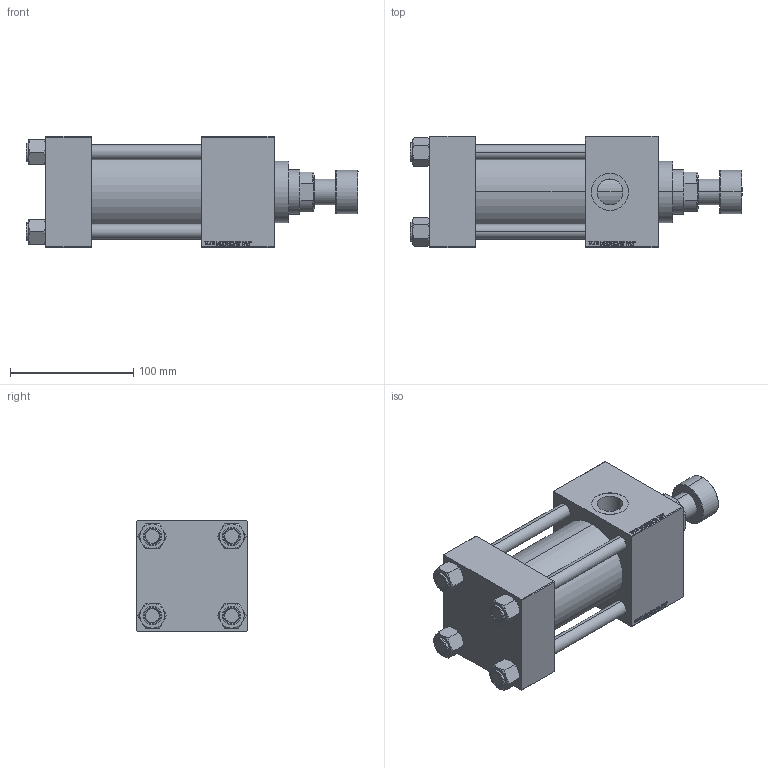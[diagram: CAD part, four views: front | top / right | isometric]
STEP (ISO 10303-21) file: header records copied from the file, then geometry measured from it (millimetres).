
FILE_DESCRIPTION (( 'STEP AP203' ), '1' );
FILE_NAME ('b2b6.STEP', '2024-01-08T13:25:00', ( '' ), ( '' ), 'SwSTEP 2.0', 'SolidWorks 2019', '' );
FILE_SCHEMA (( 'CONFIG_CONTROL_DESIGN' ));
Length unit declared in the file: millimetre
Products named in the file (7): V215CD_VC_C 1a2ac1820471db9bc663c7221c1bdd7f; V215CD_C_TYCINKA 1a2ac1820471db9bc663c7221c1bdd7f; b2b6; V215CD_Body_C 1a2ac1820471db9bc663c7221c1bdd7f; NUT_M5_V215CD_C 1a2ac1820471db9bc663c7221c1bdd7f; V215CD_VCP_C 1a2ac1820471db9bc663c7221c1bdd7f; V215CR_ROD_END_F 1a2ac1820471db9bc663c7221c1bdd7f
Assembly tree (12 placements, depth 2):
  b2b6
    V215CD_Body_C 1a2ac1820471db9bc663c7221c1bdd7f
    V215CD_VC_C 1a2ac1820471db9bc663c7221c1bdd7f
    V215CD_VCP_C 1a2ac1820471db9bc663c7221c1bdd7f
    V215CD_C_TYCINKA 1a2ac1820471db9bc663c7221c1bdd7f  x4
    NUT_M5_V215CD_C 1a2ac1820471db9bc663c7221c1bdd7f  x4
    V215CR_ROD_END_F 1a2ac1820471db9bc663c7221c1bdd7f
Bounding box: 269 x 90 x 90 mm (x, y, z)
Volume: 1054266.9 mm3; surface area: 210162.9 mm2
Topology: 12 solids, 12 shells, 1163 faces, 2902 edges, 1881 vertices
Faces by surface type: plane 530, bspline 392, cone 138, cylinder 91, torus 12
Entity records: 50695 total; most frequent: CARTESIAN_POINT 27172, ORIENTED_EDGE 5296, DIRECTION 3380, EDGE_CURVE 2648, VERTEX_POINT 1737, VECTOR 1598, LINE 1598, EDGE_LOOP 1173
